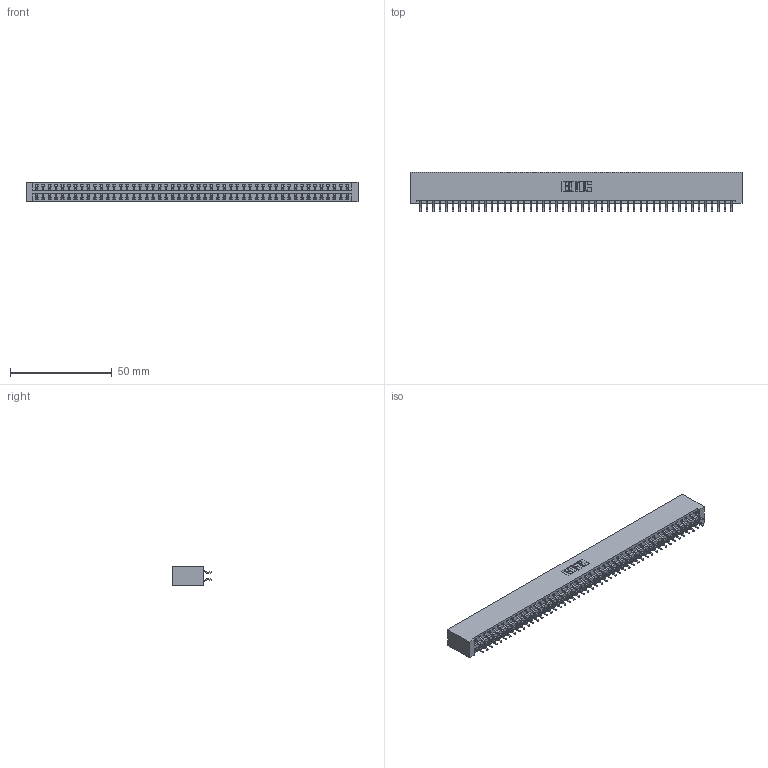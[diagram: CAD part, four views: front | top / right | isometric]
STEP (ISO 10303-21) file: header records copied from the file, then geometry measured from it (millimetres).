
FILE_DESCRIPTION (( 'STEP AP203' ), '1' );
FILE_NAME ('396-098-556-201.STEP', '2018-09-14T05:34:15', ( '' ), ( '' ), 'SwSTEP 2.0', 'SolidWorks 2016', '' );
FILE_SCHEMA (( 'CONFIG_CONTROL_DESIGN' ));
Length unit declared in the file: inch
Products named in the file (3): 346 Part_No Mounting Lugs; 345-292-001_556 Tail; 396-098-556-201
Assembly tree (99 placements, depth 2):
  396-098-556-201
    346 Part_No Mounting Lugs
    345-292-001_556 Tail  x98
Bounding box: 162.81 x 19.57 x 9.4 mm (x, y, z)
Volume: 16500.2 mm3; surface area: 22862.8 mm2
Topology: 99 solids, 99 shells, 5798 faces, 17259 edges, 11374 vertices
Faces by surface type: plane 3894, cylinder 1904
Entity records: 30979 total; most frequent: CARTESIAN_POINT 5108, ORIENTED_EDGE 5030, DIRECTION 4535, EDGE_CURVE 2515, VECTOR 2187, LINE 2187, VERTEX_POINT 1674, AXIS2_PLACEMENT_3D 1174
